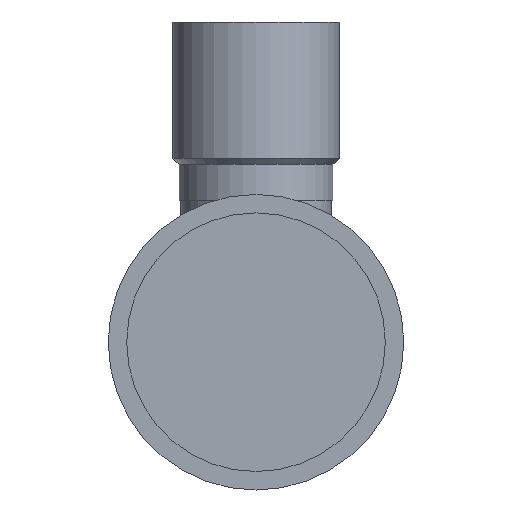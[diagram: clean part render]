
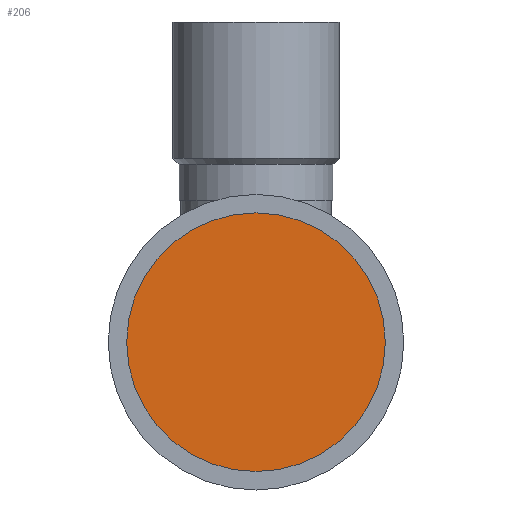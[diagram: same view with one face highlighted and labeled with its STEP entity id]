
A CAD part, front view. The second image highlights one B-rep face of the part: STEP entity #206.
In plain terms, the highlighted planar face has unit normal (0, -1, 0).
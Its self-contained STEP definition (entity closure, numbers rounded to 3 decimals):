
#44=ORIENTED_EDGE('',*,*,#77,.F.);
#77=EDGE_CURVE('',#95,#95,#112,.T.);
#95=VERTEX_POINT('',#607);
#112=CIRCLE('',#245,21.);
#133=EDGE_LOOP('',(#44));
#169=FACE_BOUND('',#133,.T.);
#196=PLANE('',#246);
#206=ADVANCED_FACE('',(#169),#196,.F.);
#245=AXIS2_PLACEMENT_3D('',#606,#295,#296);
#246=AXIS2_PLACEMENT_3D('',#608,#297,#298);
#295=DIRECTION('',(0.,1.,0.));
#296=DIRECTION('',(1.,0.,0.));
#297=DIRECTION('',(0.,1.,0.));
#298=DIRECTION('',(0.,0.,1.));
#606=CARTESIAN_POINT('',(0.,30.,0.));
#607=CARTESIAN_POINT('',(21.,30.,0.));
#608=CARTESIAN_POINT('',(0.,30.,0.));
